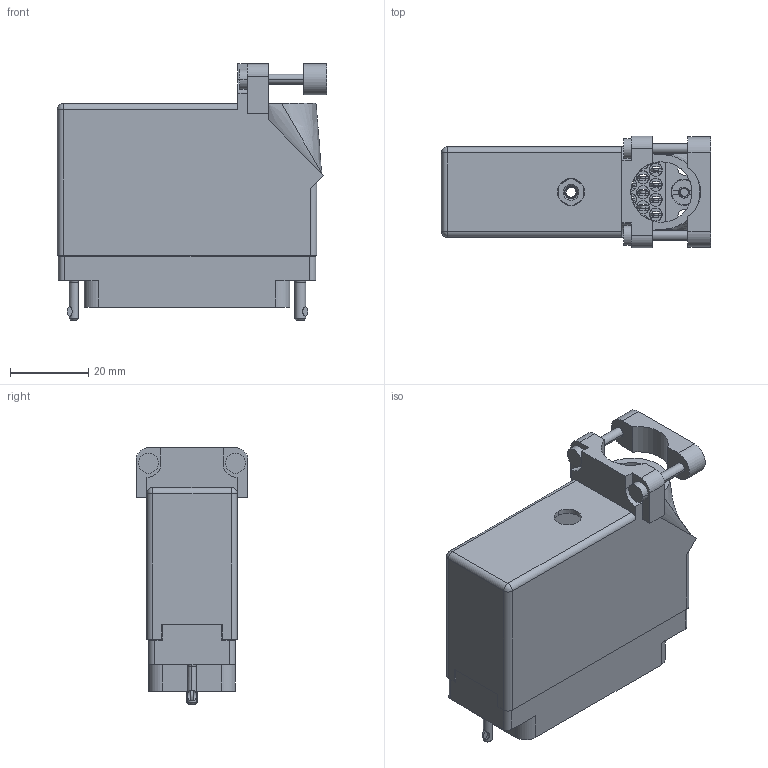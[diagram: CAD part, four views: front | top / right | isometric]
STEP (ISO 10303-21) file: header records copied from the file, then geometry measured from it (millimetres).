
FILE_DESCRIPTION (( 'STEP AP203' ), '1' );
FILE_NAME ('516-056-540-332.STEP', '2020-03-10T10:17:23', ( '' ), ( '' ), 'SwSTEP 2.0', 'SolidWorks 2016', '' );
FILE_SCHEMA (( 'CONFIG_CONTROL_DESIGN' ));
Length unit declared in the file: inch
Products named in the file (8): 516-222-038-102_056; 516-292-001_540 Contact; 516-230-001_Plastic - 056 Top Entry - Large Clamp; 516 Plug Insulator_056; 516-252-021-102_056; 516-222-038-102_057; 516-056-540-332; 516-252-035-100_516-252-035-100
Assembly tree (63 placements, depth 2):
  516-056-540-332
    516 Plug Insulator_056
    516-292-001_540 Contact  x56
    516-230-001_Plastic - 056 Top Entry - Large Clamp
    516-252-021-102_056  x2
    516-222-038-102_056
    516-252-035-100_516-252-035-100
    516-222-038-102_057
Bounding box: 68.91 x 28.57 x 65.61 mm (x, y, z)
Volume: 27333.7 mm3; surface area: 45295.4 mm2
Topology: 63 solids, 63 shells, 5568 faces, 16066 edges, 10650 vertices
Faces by surface type: plane 3349, cylinder 1786, bspline 381, cone 46, torus 4, sphere 2
Entity records: 61327 total; most frequent: CARTESIAN_POINT 16802, ORIENTED_EDGE 9068, DIRECTION 8583, EDGE_CURVE 4534, LINE 3161, VECTOR 3161, VERTEX_POINT 3000, AXIS2_PLACEMENT_3D 2711
